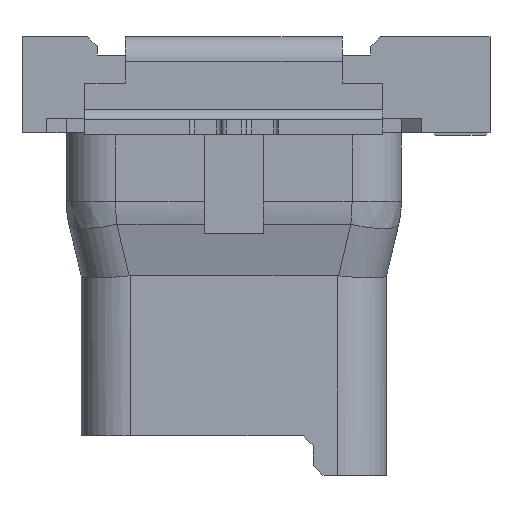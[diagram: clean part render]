
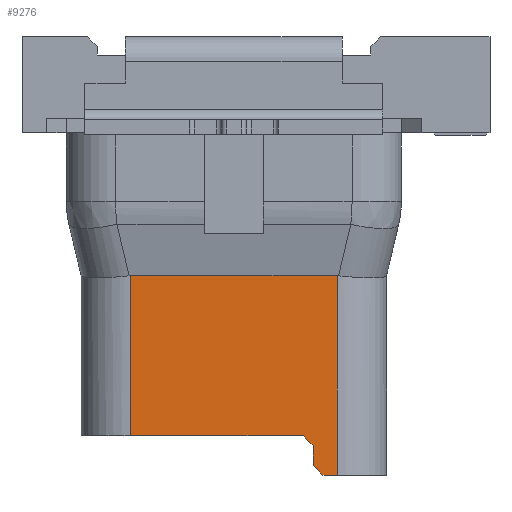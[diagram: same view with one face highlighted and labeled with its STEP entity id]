
A CAD part, left-side view. The second image highlights one B-rep face of the part: STEP entity #9276.
In plain terms, the highlighted planar face has unit normal (-1, 0, 0).
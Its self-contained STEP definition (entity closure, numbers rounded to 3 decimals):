
#836=DIRECTION('',(0.,1.,0.));
#837=VECTOR('',#836,3.51);
#838=CARTESIAN_POINT('',(-5.95,-1.91,-2.38));
#839=LINE('',#838,#837);
#985=DIRECTION('',(0.,1.,0.));
#986=VECTOR('',#985,0.29);
#987=CARTESIAN_POINT('',(-5.95,-2.6,-3.18));
#988=LINE('',#987,#986);
#1001=DIRECTION('',(0.,0.707,0.707));
#1002=VECTOR('',#1001,0.283);
#1003=CARTESIAN_POINT('',(-5.95,-2.11,-2.58));
#1004=LINE('',#1003,#1002);
#1229=DIRECTION('',(0.,0.707,0.707));
#1230=VECTOR('',#1229,0.283);
#1231=CARTESIAN_POINT('',(-5.95,-2.31,-3.18));
#1232=LINE('',#1231,#1230);
#1245=DIRECTION('',(0.,0.,1.));
#1246=VECTOR('',#1245,0.4);
#1247=CARTESIAN_POINT('',(-5.95,-2.11,-2.98));
#1248=LINE('',#1247,#1246);
#1265=DIRECTION('',(0.,0.,1.));
#1266=VECTOR('',#1265,4.05);
#1267=CARTESIAN_POINT('',(-5.95,-2.6,-3.18));
#1268=LINE('',#1267,#1266);
#1269=DIRECTION('',(0.,0.,-1.));
#1270=VECTOR('',#1269,3.25);
#1271=CARTESIAN_POINT('',(-5.95,1.6,0.87));
#1272=LINE('',#1271,#1270);
#1273=DIRECTION('',(0.,-1.,0.));
#1274=VECTOR('',#1273,4.2);
#1275=CARTESIAN_POINT('',(-5.95,1.6,0.87));
#1276=LINE('',#1275,#1274);
#1297=CARTESIAN_POINT('',(-5.95,1.6,0.87));
#6099=CARTESIAN_POINT('',(-5.95,-2.31,-3.18));
#6100=CARTESIAN_POINT('',(-5.95,-2.11,-2.98));
#6101=VERTEX_POINT('',#6099);
#6102=VERTEX_POINT('',#6100);
#6107=CARTESIAN_POINT('',(-5.95,-2.11,-2.58));
#6108=VERTEX_POINT('',#6107);
#6111=CARTESIAN_POINT('',(-5.95,-1.91,-2.38));
#6112=VERTEX_POINT('',#6111);
#7440=CARTESIAN_POINT('',(-5.95,-2.6,-3.18));
#7442=VERTEX_POINT('',#7440);
#7443=CARTESIAN_POINT('',(-5.95,-2.6,0.87));
#7444=VERTEX_POINT('',#7443);
#7456=CARTESIAN_POINT('',(-5.95,1.6,-2.38));
#7458=VERTEX_POINT('',#7456);
#7464=VERTEX_POINT('',#1297);
#9258=CARTESIAN_POINT('',(-5.95,2.9,0.87));
#9259=DIRECTION('',(1.,0.,0.));
#9260=DIRECTION('',(0.,0.,-1.));
#9261=AXIS2_PLACEMENT_3D('',#9258,#9259,#9260);
#9262=PLANE('',#9261);
#9264=ORIENTED_EDGE('',*,*,#9263,.F.);
#9265=ORIENTED_EDGE('',*,*,#8888,.T.);
#9266=ORIENTED_EDGE('',*,*,#9212,.T.);
#9267=ORIENTED_EDGE('',*,*,#9239,.T.);
#9268=ORIENTED_EDGE('',*,*,#8920,.T.);
#9269=ORIENTED_EDGE('',*,*,#8702,.T.);
#9271=ORIENTED_EDGE('',*,*,#9270,.F.);
#9273=ORIENTED_EDGE('',*,*,#9272,.T.);
#9274=EDGE_LOOP('',(#9264,#9265,#9266,#9267,#9268,#9269,#9271,#9273));
#9275=FACE_OUTER_BOUND('',#9274,.F.);
#9276=ADVANCED_FACE('',(#9275),#9262,.F.);
#8702=EDGE_CURVE('',#6112,#7458,#839,.T.);
#8888=EDGE_CURVE('',#7442,#6101,#988,.T.);
#8920=EDGE_CURVE('',#6108,#6112,#1004,.T.);
#9212=EDGE_CURVE('',#6101,#6102,#1232,.T.);
#9239=EDGE_CURVE('',#6102,#6108,#1248,.T.);
#9263=EDGE_CURVE('',#7442,#7444,#1268,.T.);
#9270=EDGE_CURVE('',#7464,#7458,#1272,.T.);
#9272=EDGE_CURVE('',#7464,#7444,#1276,.T.);
